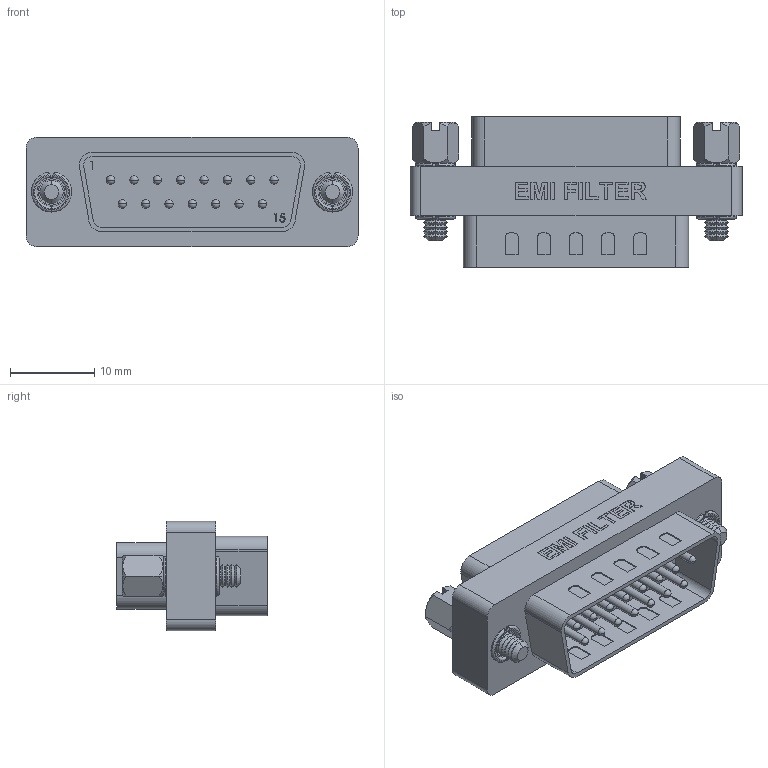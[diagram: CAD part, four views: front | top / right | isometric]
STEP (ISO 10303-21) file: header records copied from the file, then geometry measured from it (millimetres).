
FILE_DESCRIPTION (( 'STEP AP214' ), '1' );
FILE_NAME ('DGF15MF_3D.STEP', '2021-04-01T16:18:25', ( '' ), ( '' ), 'SwSTEP 2.0', 'SolidWorks 2020', '' );
FILE_SCHEMA (( 'AUTOMOTIVE_DESIGN' ));
Length unit declared in the file: inch
Products named in the file (5): DGF15F-MA1_EMI FILTER; SD15S_Without Mounting Flange and Solder Cups; 3AA05-002; SD15P_Without Mounting Flange and Solder Cups; DGF15MF_3D
Assembly tree (5 placements, depth 2):
  DGF15MF_3D
    DGF15F-MA1_EMI FILTER
    SD15S_Without Mounting Flange and Solder Cups
    SD15P_Without Mounting Flange and Solder Cups
    3AA05-002  x2
Bounding box: 39.37 x 17.86 x 12.95 mm (x, y, z)
Volume: 4400.2 mm3; surface area: 4739.1 mm2
Topology: 5 solids, 5 shells, 724 faces, 1836 edges, 1171 vertices
Faces by surface type: plane 363, cylinder 180, bspline 67, cone 60, sphere 42, torus 12
Entity records: 27686 total; most frequent: CARTESIAN_POINT 7817, ORIENTED_EDGE 3244, DIRECTION 3076, EDGE_CURVE 1622, LINE 1062, VECTOR 1062, VERTEX_POINT 1056, AXIS2_PLACEMENT_3D 1007
